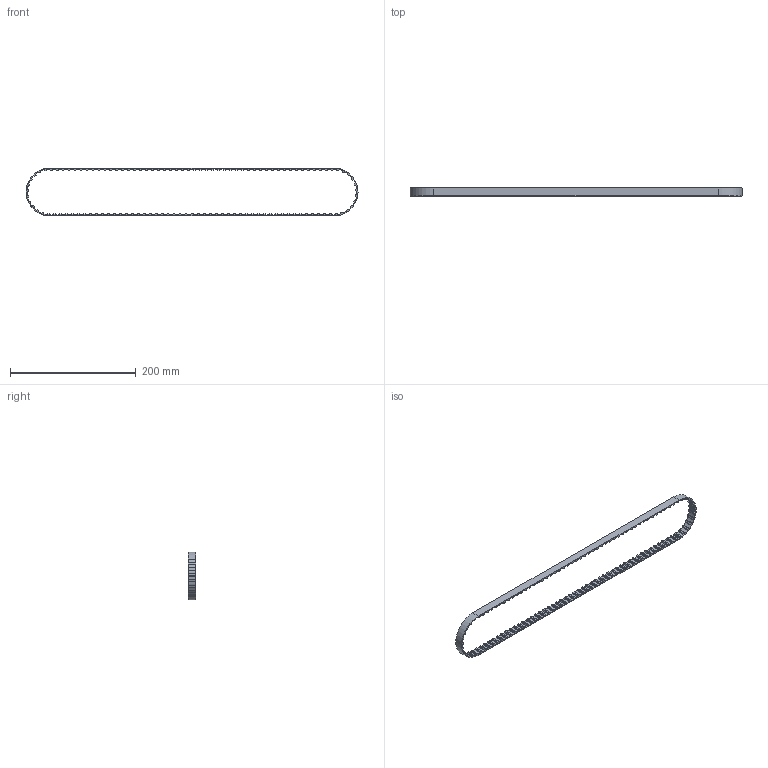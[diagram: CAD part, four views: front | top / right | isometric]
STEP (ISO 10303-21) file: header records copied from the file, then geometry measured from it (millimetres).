
FILE_DESCRIPTION (( 'STEP AP214' ), '1' );
FILE_NAME ('450L050NG.step', '2015-04-08T22:56:59', ( '' ), ( '' ), 'SwSTEP 2.0', 'SolidWorks 2014', '' );
FILE_SCHEMA (( 'AUTOMOTIVE_DESIGN' ));
Length unit declared in the file: inch
Products named in the file (1): 450L050NG
Bounding box: 528.01 x 12.7 x 76.2 mm (x, y, z)
Volume: 33455.5 mm3; surface area: 37647.7 mm2
Topology: 1 solids, 1 shells, 976 faces, 2922 edges, 1948 vertices
Faces by surface type: cylinder 519, plane 457
Entity records: 33248 total; most frequent: DIRECTION 5914, CARTESIAN_POINT 5847, ORIENTED_EDGE 5844, EDGE_CURVE 2922, AXIS2_PLACEMENT_3D 2015, VERTEX_POINT 1948, VECTOR 1884, LINE 1884
